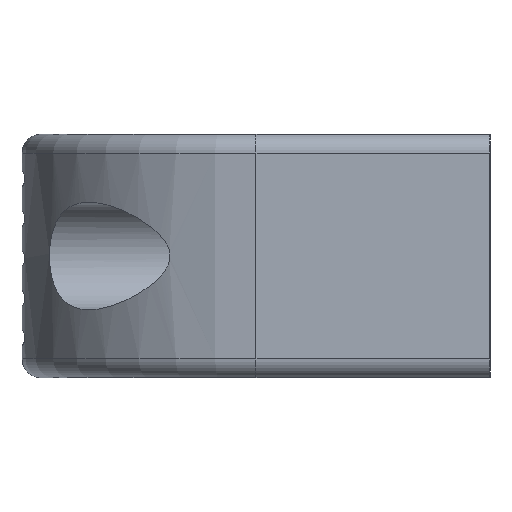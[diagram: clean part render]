
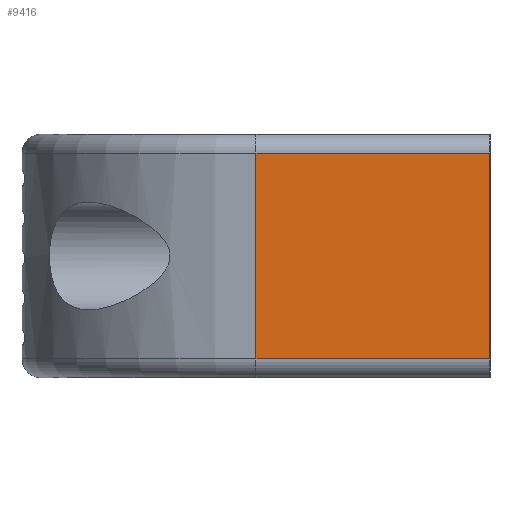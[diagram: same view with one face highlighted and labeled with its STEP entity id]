
A CAD part, left-side view. The second image highlights one B-rep face of the part: STEP entity #9416.
In plain terms, the highlighted planar face has unit normal (-1, 0, 0).
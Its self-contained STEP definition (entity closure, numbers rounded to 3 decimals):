
#755 = EDGE_CURVE('',#756,#758,#760,.T.);
#756 = VERTEX_POINT('',#757);
#757 = CARTESIAN_POINT('',(-7.5,0.,-11.));
#758 = VERTEX_POINT('',#759);
#759 = CARTESIAN_POINT('',(-7.5,0.,11.));
#760 = SURFACE_CURVE('',#761,(#765,#777),.PCURVE_S1.);
#761 = LINE('',#762,#763);
#762 = CARTESIAN_POINT('',(-7.5,0.,-11.));
#763 = VECTOR('',#764,1.);
#764 = DIRECTION('',(0.,0.,1.));
#765 = PCURVE('',#766,#771);
#766 = PLANE('',#767);
#767 = AXIS2_PLACEMENT_3D('',#768,#769,#770);
#768 = CARTESIAN_POINT('',(-5.5,0.,11.));
#769 = DIRECTION('',(0.,1.,0.));
#770 = DIRECTION('',(0.,-0.,1.));
#771 = DEFINITIONAL_REPRESENTATION('',(#772),#776);
#772 = LINE('',#773,#774);
#773 = CARTESIAN_POINT('',(-22.,-2.));
#774 = VECTOR('',#775,1.);
#775 = DIRECTION('',(1.,0.));
#776 = ( GEOMETRIC_REPRESENTATION_CONTEXT(2) 
PARAMETRIC_REPRESENTATION_CONTEXT() REPRESENTATION_CONTEXT('2D SPACE',''
  ) );
#777 = PCURVE('',#778,#783);
#778 = PLANE('',#779);
#779 = AXIS2_PLACEMENT_3D('',#780,#781,#782);
#780 = CARTESIAN_POINT('',(-7.5,25.,-11.));
#781 = DIRECTION('',(1.,0.,0.));
#782 = DIRECTION('',(0.,0.,-1.));
#783 = DEFINITIONAL_REPRESENTATION('',(#784),#788);
#784 = LINE('',#785,#786);
#785 = CARTESIAN_POINT('',(0.,-25.));
#786 = VECTOR('',#787,1.);
#787 = DIRECTION('',(-1.,0.));
#788 = ( GEOMETRIC_REPRESENTATION_CONTEXT(2) 
PARAMETRIC_REPRESENTATION_CONTEXT() REPRESENTATION_CONTEXT('2D SPACE',''
  ) );
#807 = CYLINDRICAL_SURFACE('',#808,2.);
#808 = AXIS2_PLACEMENT_3D('',#809,#810,#811);
#809 = CARTESIAN_POINT('',(-5.5,25.,-11.));
#810 = DIRECTION('',(0.,-1.,0.));
#811 = DIRECTION('',(0.,0.,-1.));
#967 = CYLINDRICAL_SURFACE('',#968,2.);
#968 = AXIS2_PLACEMENT_3D('',#969,#970,#971);
#969 = CARTESIAN_POINT('',(-5.5,25.,11.));
#970 = DIRECTION('',(0.,-1.,0.));
#971 = DIRECTION('',(0.,0.,-1.));
#2844 = CYLINDRICAL_SURFACE('',#2845,25.);
#2845 = AXIS2_PLACEMENT_3D('',#2846,#2847,#2848);
#2846 = CARTESIAN_POINT('',(17.5,25.,-5.));
#2847 = DIRECTION('',(0.,0.,-1.));
#2848 = DIRECTION('',(-1.,0.,0.));
#3824 = VERTEX_POINT('',#3825);
#3825 = CARTESIAN_POINT('',(-7.5,25.,-11.));
#3852 = EDGE_CURVE('',#3824,#3853,#3855,.T.);
#3853 = VERTEX_POINT('',#3854);
#3854 = CARTESIAN_POINT('',(-7.5,25.,11.));
#3855 = SURFACE_CURVE('',#3856,(#3860,#3867),.PCURVE_S1.);
#3856 = LINE('',#3857,#3858);
#3857 = CARTESIAN_POINT('',(-7.5,25.,-11.));
#3858 = VECTOR('',#3859,1.);
#3859 = DIRECTION('',(0.,0.,1.));
#3860 = PCURVE('',#2844,#3861);
#3861 = DEFINITIONAL_REPRESENTATION('',(#3862),#3866);
#3862 = LINE('',#3863,#3864);
#3863 = CARTESIAN_POINT('',(0.,6.));
#3864 = VECTOR('',#3865,1.);
#3865 = DIRECTION('',(0.,-1.));
#3866 = ( GEOMETRIC_REPRESENTATION_CONTEXT(2) 
PARAMETRIC_REPRESENTATION_CONTEXT() REPRESENTATION_CONTEXT('2D SPACE',''
  ) );
#3867 = PCURVE('',#778,#3868);
#3868 = DEFINITIONAL_REPRESENTATION('',(#3869),#3873);
#3869 = LINE('',#3870,#3871);
#3870 = CARTESIAN_POINT('',(0.,0.));
#3871 = VECTOR('',#3872,1.);
#3872 = DIRECTION('',(-1.,0.));
#3873 = ( GEOMETRIC_REPRESENTATION_CONTEXT(2) 
PARAMETRIC_REPRESENTATION_CONTEXT() REPRESENTATION_CONTEXT('2D SPACE',''
  ) );
#9416 = ADVANCED_FACE('',(#9417),#778,.F.);
#9417 = FACE_BOUND('',#9418,.T.);
#9418 = EDGE_LOOP('',(#9419,#9420,#9441,#9442));
#9419 = ORIENTED_EDGE('',*,*,#755,.T.);
#9420 = ORIENTED_EDGE('',*,*,#9421,.F.);
#9421 = EDGE_CURVE('',#3853,#758,#9422,.T.);
#9422 = SURFACE_CURVE('',#9423,(#9427,#9434),.PCURVE_S1.);
#9423 = LINE('',#9424,#9425);
#9424 = CARTESIAN_POINT('',(-7.5,25.,11.));
#9425 = VECTOR('',#9426,1.);
#9426 = DIRECTION('',(0.,-1.,0.));
#9427 = PCURVE('',#778,#9428);
#9428 = DEFINITIONAL_REPRESENTATION('',(#9429),#9433);
#9429 = LINE('',#9430,#9431);
#9430 = CARTESIAN_POINT('',(-22.,0.));
#9431 = VECTOR('',#9432,1.);
#9432 = DIRECTION('',(0.,-1.));
#9433 = ( GEOMETRIC_REPRESENTATION_CONTEXT(2) 
PARAMETRIC_REPRESENTATION_CONTEXT() REPRESENTATION_CONTEXT('2D SPACE',''
  ) );
#9434 = PCURVE('',#967,#9435);
#9435 = DEFINITIONAL_REPRESENTATION('',(#9436),#9440);
#9436 = LINE('',#9437,#9438);
#9437 = CARTESIAN_POINT('',(4.712,0.));
#9438 = VECTOR('',#9439,1.);
#9439 = DIRECTION('',(0.,1.));
#9440 = ( GEOMETRIC_REPRESENTATION_CONTEXT(2) 
PARAMETRIC_REPRESENTATION_CONTEXT() REPRESENTATION_CONTEXT('2D SPACE',''
  ) );
#9441 = ORIENTED_EDGE('',*,*,#3852,.F.);
#9442 = ORIENTED_EDGE('',*,*,#9443,.T.);
#9443 = EDGE_CURVE('',#3824,#756,#9444,.T.);
#9444 = SURFACE_CURVE('',#9445,(#9449,#9456),.PCURVE_S1.);
#9445 = LINE('',#9446,#9447);
#9446 = CARTESIAN_POINT('',(-7.5,25.,-11.));
#9447 = VECTOR('',#9448,1.);
#9448 = DIRECTION('',(0.,-1.,0.));
#9449 = PCURVE('',#778,#9450);
#9450 = DEFINITIONAL_REPRESENTATION('',(#9451),#9455);
#9451 = LINE('',#9452,#9453);
#9452 = CARTESIAN_POINT('',(0.,0.));
#9453 = VECTOR('',#9454,1.);
#9454 = DIRECTION('',(0.,-1.));
#9455 = ( GEOMETRIC_REPRESENTATION_CONTEXT(2) 
PARAMETRIC_REPRESENTATION_CONTEXT() REPRESENTATION_CONTEXT('2D SPACE',''
  ) );
#9456 = PCURVE('',#807,#9457);
#9457 = DEFINITIONAL_REPRESENTATION('',(#9458),#9462);
#9458 = LINE('',#9459,#9460);
#9459 = CARTESIAN_POINT('',(4.712,0.));
#9460 = VECTOR('',#9461,1.);
#9461 = DIRECTION('',(0.,1.));
#9462 = ( GEOMETRIC_REPRESENTATION_CONTEXT(2) 
PARAMETRIC_REPRESENTATION_CONTEXT() REPRESENTATION_CONTEXT('2D SPACE',''
  ) );
